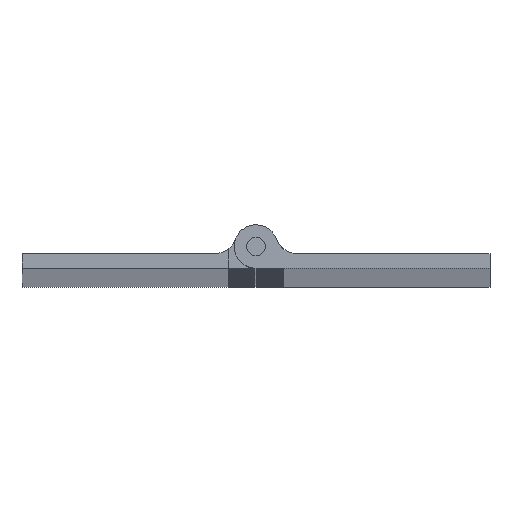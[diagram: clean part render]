
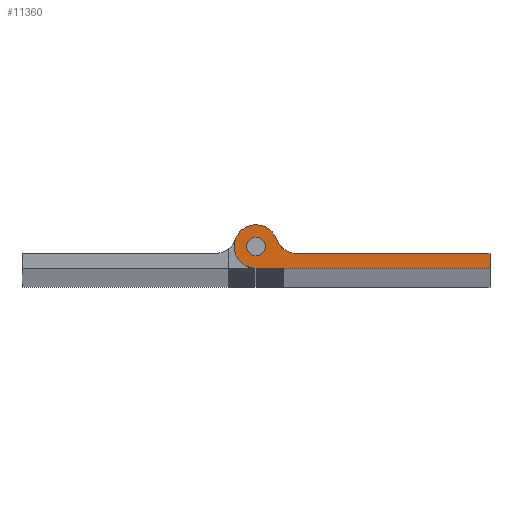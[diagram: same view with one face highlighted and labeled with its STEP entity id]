
A CAD part, top view. The second image highlights one B-rep face of the part: STEP entity #11360.
In plain terms, the highlighted planar face has unit normal (0, 0, 1).
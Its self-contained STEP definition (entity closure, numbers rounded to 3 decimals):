
#178 = DIRECTION ( 'NONE',  ( 0., 0., 1. ) ) ;
#357 = CARTESIAN_POINT ( 'NONE',  ( 0., 0., 1000. ) ) ;
#976 = CARTESIAN_POINT ( 'NONE',  ( 43., -4., 1000. ) ) ;
#1102 = DIRECTION ( 'NONE',  ( 0., 0., 1. ) ) ;
#1162 = PLANE ( 'NONE',  #1255 ) ;
#1255 = AXIS2_PLACEMENT_3D ( 'NONE', #34124, #30363, #26600 ) ;
#1562 = AXIS2_PLACEMENT_3D ( 'NONE', #18684, #7408, #3657 ) ;
#3284 = EDGE_CURVE ( 'NONE', #13146, #24812, #33256, .T. ) ;
#3657 = DIRECTION ( 'NONE',  ( 1., 0., 0. ) ) ;
#4451 = DIRECTION ( 'NONE',  ( 1., 0., 0. ) ) ;
#4887 = CARTESIAN_POINT ( 'NONE',  ( 0., 0., 1000. ) ) ;
#7025 = ORIENTED_EDGE ( 'NONE', *, *, #25822, .T. ) ;
#7066 = ORIENTED_EDGE ( 'NONE', *, *, #7231, .F. ) ;
#7231 = EDGE_CURVE ( 'NONE', #23213, #14953, #17543, .T. ) ;
#7408 = DIRECTION ( 'NONE',  ( 0., 0., -1. ) ) ;
#7710 = CARTESIAN_POINT ( 'NONE',  ( 0., 0., 1000. ) ) ;
#8192 = CARTESIAN_POINT ( 'NONE',  ( 0., -4., 1000. ) ) ;
#8194 = CARTESIAN_POINT ( 'NONE',  ( -1.75, 0., 1000. ) ) ;
#8480 = VERTEX_POINT ( 'NONE', #29428 ) ;
#8836 = ORIENTED_EDGE ( 'NONE', *, *, #17723, .F. ) ;
#8938 = DIRECTION ( 'NONE',  ( 1., 0., 0. ) ) ;
#9183 = DIRECTION ( 'NONE',  ( -1., 0., 0. ) ) ;
#10862 = VERTEX_POINT ( 'NONE', #976 ) ;
#11360 = ADVANCED_FACE ( 'NONE', ( #35133, #36072 ), #1162, .F. ) ;
#11951 = LINE ( 'NONE', #8192, #19664 ) ;
#12519 = AXIS2_PLACEMENT_3D ( 'NONE', #7710, #178, #33154 ) ;
#12722 = DIRECTION ( 'NONE',  ( 0., 0., 1. ) ) ;
#12978 = CARTESIAN_POINT ( 'NONE',  ( 43., -1.3, 1000. ) ) ;
#13146 = VERTEX_POINT ( 'NONE', #21191 ) ;
#14953 = VERTEX_POINT ( 'NONE', #8194 ) ;
#16460 = DIRECTION ( 'NONE',  ( 0., 1., 0. ) ) ;
#16481 = CARTESIAN_POINT ( 'NONE',  ( 0., 0., 1000. ) ) ;
#16686 = VERTEX_POINT ( 'NONE', #22412 ) ;
#16731 = LINE ( 'NONE', #12978, #24462 ) ;
#16868 = CARTESIAN_POINT ( 'NONE',  ( 1.75, 0., 1000. ) ) ;
#17530 = EDGE_CURVE ( 'NONE', #8480, #10862, #11951, .T. ) ;
#17543 = CIRCLE ( 'NONE', #27653, 1.75 ) ;
#17723 = EDGE_CURVE ( 'NONE', #14953, #23213, #18190, .T. ) ;
#18072 = VECTOR ( 'NONE', #16460, 1000. ) ;
#18190 = CIRCLE ( 'NONE', #18963, 1.75 ) ;
#18684 = CARTESIAN_POINT ( 'NONE',  ( 7.531, 2.7, 1000. ) ) ;
#18963 = AXIS2_PLACEMENT_3D ( 'NONE', #4887, #1102, #34068 ) ;
#19583 = ORIENTED_EDGE ( 'NONE', *, *, #3284, .T. ) ;
#19664 = VECTOR ( 'NONE', #4451, 1000. ) ;
#20222 = CARTESIAN_POINT ( 'NONE',  ( 43., -4., 1000. ) ) ;
#20898 = ORIENTED_EDGE ( 'NONE', *, *, #17530, .T. ) ;
#21191 = CARTESIAN_POINT ( 'NONE',  ( 7.531, -1.3, 1000. ) ) ;
#22048 = EDGE_CURVE ( 'NONE', #24812, #33225, #25021, .T. ) ;
#22412 = CARTESIAN_POINT ( 'NONE',  ( 43., -1.3, 1000. ) ) ;
#23149 = CIRCLE ( 'NONE', #12519, 4. ) ;
#23213 = VERTEX_POINT ( 'NONE', #16868 ) ;
#23385 = EDGE_LOOP ( 'NONE', ( #8836, #7066 ) ) ;
#23969 = LINE ( 'NONE', #20222, #18072 ) ;
#24200 = EDGE_CURVE ( 'NONE', #10862, #16686, #23969, .T. ) ;
#24462 = VECTOR ( 'NONE', #9183, 1000. ) ;
#24812 = VERTEX_POINT ( 'NONE', #33876 ) ;
#25021 = CIRCLE ( 'NONE', #32216, 4. ) ;
#25822 = EDGE_CURVE ( 'NONE', #33225, #8480, #23149, .T. ) ;
#26600 = DIRECTION ( 'NONE',  ( -1., 0., 0. ) ) ;
#27653 = AXIS2_PLACEMENT_3D ( 'NONE', #16481, #12722, #8938 ) ;
#27957 = EDGE_CURVE ( 'NONE', #16686, #13146, #16731, .T. ) ;
#28274 = CARTESIAN_POINT ( 'NONE',  ( -4., 0., 1000. ) ) ;
#29428 = CARTESIAN_POINT ( 'NONE',  ( 0., -4., 1000. ) ) ;
#29558 = ORIENTED_EDGE ( 'NONE', *, *, #22048, .T. ) ;
#29567 = DIRECTION ( 'NONE',  ( -1., 0., 0. ) ) ;
#29825 = ORIENTED_EDGE ( 'NONE', *, *, #27957, .T. ) ;
#30363 = DIRECTION ( 'NONE',  ( 0., 0., -1. ) ) ;
#31774 = ORIENTED_EDGE ( 'NONE', *, *, #24200, .T. ) ;
#32216 = AXIS2_PLACEMENT_3D ( 'NONE', #357, #33336, #29567 ) ;
#33154 = DIRECTION ( 'NONE',  ( -1., 0., 0. ) ) ;
#33225 = VERTEX_POINT ( 'NONE', #28274 ) ;
#33256 = CIRCLE ( 'NONE', #1562, 4. ) ;
#33336 = DIRECTION ( 'NONE',  ( 0., 0., 1. ) ) ;
#33876 = CARTESIAN_POINT ( 'NONE',  ( 3.765, 1.35, 1000. ) ) ;
#34068 = DIRECTION ( 'NONE',  ( 1., 0., 0. ) ) ;
#34124 = CARTESIAN_POINT ( 'NONE',  ( 0., 0., 1000. ) ) ;
#35133 = FACE_OUTER_BOUND ( 'NONE', #36015, .T. ) ;
#36015 = EDGE_LOOP ( 'NONE', ( #29558, #7025, #20898, #31774, #29825, #19583 ) ) ;
#36072 = FACE_BOUND ( 'NONE', #23385, .T. ) ;
